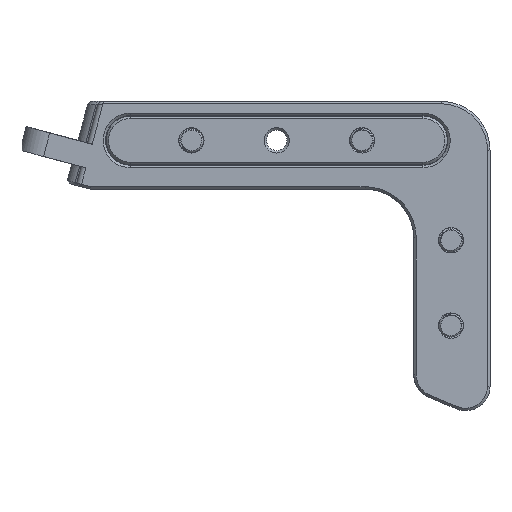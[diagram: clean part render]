
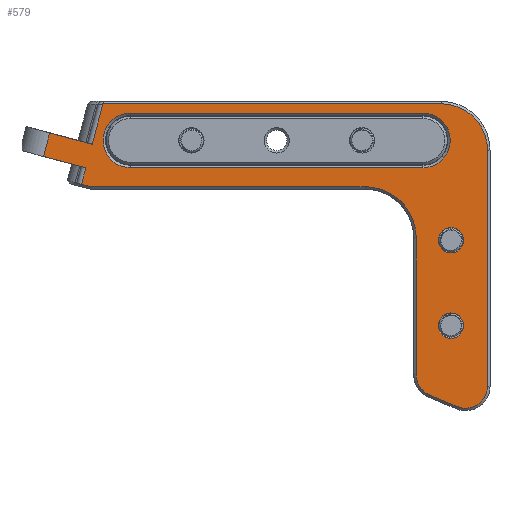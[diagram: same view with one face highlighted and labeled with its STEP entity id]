
A CAD part, front view. The second image highlights one B-rep face of the part: STEP entity #579.
In plain terms, the highlighted planar face has unit normal (0, -1, 0).
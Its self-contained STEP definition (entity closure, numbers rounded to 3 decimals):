
#579=ADVANCED_FACE('',(#990,#992,#994,#996),#998,.F.);
#990=FACE_BOUND('',#991,.T.);
#991=EDGE_LOOP('',(#13409,#13410,#13411,#13412,#13413,#13414,#13415,#13416,#13417,
#13418,#13419,#13420,#13421,#13422,#13423));
#992=FACE_BOUND('',#993,.T.);
#993=EDGE_LOOP('',(#13424));
#994=FACE_BOUND('',#995,.T.);
#995=EDGE_LOOP('',(#13425,#13426,#13427,#13428));
#996=FACE_BOUND('',#997,.T.);
#997=EDGE_LOOP('',(#13429));
#998=PLANE('',#999);
#999=AXIS2_PLACEMENT_3D('',#1000,#1001,#1002);
#1000=CARTESIAN_POINT('',(0.,-15.,0.));
#1001=DIRECTION('',(0.,1.,0.));
#1002=DIRECTION('',(-1.,0.,0.));
#13409=ORIENTED_EDGE('',*,*,#14777,.F.);
#13410=ORIENTED_EDGE('',*,*,#14778,.F.);
#13411=ORIENTED_EDGE('',*,*,#14779,.F.);
#13412=ORIENTED_EDGE('',*,*,#14780,.F.);
#13413=ORIENTED_EDGE('',*,*,#14781,.F.);
#13414=ORIENTED_EDGE('',*,*,#14782,.F.);
#13415=ORIENTED_EDGE('',*,*,#14783,.F.);
#13416=ORIENTED_EDGE('',*,*,#14784,.F.);
#13417=ORIENTED_EDGE('',*,*,#14785,.F.);
#13418=ORIENTED_EDGE('',*,*,#14786,.F.);
#13419=ORIENTED_EDGE('',*,*,#14787,.T.);
#13420=ORIENTED_EDGE('',*,*,#14788,.F.);
#13421=ORIENTED_EDGE('',*,*,#14789,.F.);
#13422=ORIENTED_EDGE('',*,*,#14790,.F.);
#13423=ORIENTED_EDGE('',*,*,#14791,.T.);
#13424=ORIENTED_EDGE('',*,*,#14739,.T.);
#13425=ORIENTED_EDGE('',*,*,#14792,.T.);
#13426=ORIENTED_EDGE('',*,*,#14793,.T.);
#13427=ORIENTED_EDGE('',*,*,#14794,.T.);
#13428=ORIENTED_EDGE('',*,*,#14795,.T.);
#13429=ORIENTED_EDGE('',*,*,#14738,.T.);
#14738=EDGE_CURVE('',#15449,#15449,#15450,.F.);
#14739=EDGE_CURVE('',#15451,#15451,#15452,.F.);
#14777=EDGE_CURVE('',#15521,#15522,#15523,.T.);
#14778=EDGE_CURVE('',#15524,#15521,#15525,.T.);
#14779=EDGE_CURVE('',#15526,#15524,#15527,.T.);
#14780=EDGE_CURVE('',#15528,#15526,#15529,.T.);
#14781=EDGE_CURVE('',#15530,#15528,#15531,.T.);
#14782=EDGE_CURVE('',#15532,#15530,#15533,.T.);
#14783=EDGE_CURVE('',#15534,#15532,#15535,.T.);
#14784=EDGE_CURVE('',#15536,#15534,#15537,.T.);
#14785=EDGE_CURVE('',#15538,#15536,#15539,.T.);
#14786=EDGE_CURVE('',#15540,#15538,#15541,.T.);
#14787=EDGE_CURVE('',#15540,#15542,#15543,.F.);
#14788=EDGE_CURVE('',#15544,#15542,#15545,.T.);
#14789=EDGE_CURVE('',#15546,#15544,#15547,.T.);
#14790=EDGE_CURVE('',#15548,#15546,#15549,.T.);
#14791=EDGE_CURVE('',#15548,#15522,#15550,.T.);
#14792=EDGE_CURVE('',#15551,#15552,#15553,.T.);
#14793=EDGE_CURVE('',#15552,#15554,#15555,.F.);
#14794=EDGE_CURVE('',#15554,#15556,#15557,.T.);
#14795=EDGE_CURVE('',#15556,#15551,#15558,.F.);
#15449=VERTEX_POINT('',#16650);
#15450=CIRCLE('',#16651,2.6);
#15451=VERTEX_POINT('',#16655);
#15452=CIRCLE('',#16656,2.6);
#15521=VERTEX_POINT('',#17477);
#15522=VERTEX_POINT('',#17478);
#15523=LINE('',#17479,#17480);
#15524=VERTEX_POINT('',#17482);
#15525=LINE('',#17483,#17484);
#15526=VERTEX_POINT('',#17486);
#15527=CIRCLE('',#17487,10.5);
#15528=VERTEX_POINT('',#17491);
#15529=LINE('',#17492,#17493);
#15530=VERTEX_POINT('',#17495);
#15531=CIRCLE('',#17496,4.5);
#15532=VERTEX_POINT('',#17500);
#15533=LINE('',#17501,#17502);
#15534=VERTEX_POINT('',#17504);
#15535=CIRCLE('',#17505,4.5);
#15536=VERTEX_POINT('',#17509);
#15537=LINE('',#17510,#17511);
#15538=VERTEX_POINT('',#17513);
#15539=CIRCLE('',#17514,9.5);
#15540=VERTEX_POINT('',#17518);
#15541=LINE('',#17519,#17520);
#15542=VERTEX_POINT('',#17522);
#15543=LINE('',#17523,#17524);
#15544=VERTEX_POINT('',#17526);
#15545=LINE('',#17527,#17528);
#15546=VERTEX_POINT('',#17530);
#15547=LINE('',#17531,#17532);
#15548=VERTEX_POINT('',#17534);
#15549=LINE('',#17535,#17536);
#15550=LINE('',#17538,#17539);
#15551=VERTEX_POINT('',#17541);
#15552=VERTEX_POINT('',#17542);
#15553=LINE('',#17543,#17544);
#15554=VERTEX_POINT('',#17546);
#15555=CIRCLE('',#17547,5.6);
#15556=VERTEX_POINT('',#17551);
#15557=LINE('',#17552,#17553);
#15558=CIRCLE('',#17555,5.6);
#16650=CARTESIAN_POINT('',(38.35,-15.,-37.994));
#16651=AXIS2_PLACEMENT_3D('',#16652,#16653,#16654);
#16652=CARTESIAN_POINT('',(35.75,-15.,-37.994));
#16653=DIRECTION('',(0.,-1.,0.));
#16654=DIRECTION('',(1.,0.,0.));
#16655=CARTESIAN_POINT('',(38.35,-15.,-20.494));
#16656=AXIS2_PLACEMENT_3D('',#16657,#16658,#16659);
#16657=CARTESIAN_POINT('',(35.75,-15.,-20.494));
#16658=DIRECTION('',(0.,-1.,0.));
#16659=DIRECTION('',(1.,0.,0.));
#17477=CARTESIAN_POINT('',(-38.184,-15.,-9.5));
#17478=CARTESIAN_POINT('',(-40.052,-15.,-8.999));
#17479=CARTESIAN_POINT('',(-38.184,-15.,-9.5));
#17480=VECTOR('',#17481,1.);
#17481=DIRECTION('',(-0.966,0.,0.259));
#17482=CARTESIAN_POINT('',(18.11,-15.,-9.5));
#17483=CARTESIAN_POINT('',(18.11,-15.,-9.5));
#17484=VECTOR('',#17485,1.);
#17485=DIRECTION('',(-1.,0.,0.));
#17486=CARTESIAN_POINT('',(28.61,-15.,-20.));
#17487=AXIS2_PLACEMENT_3D('',#17488,#17489,#17490);
#17488=CARTESIAN_POINT('',(18.11,-15.,-20.));
#17489=DIRECTION('',(0.,-1.,0.));
#17490=DIRECTION('',(1.,0.,0.));
#17491=CARTESIAN_POINT('',(28.61,-15.,-48.056));
#17492=CARTESIAN_POINT('',(28.61,-15.,-48.056));
#17493=VECTOR('',#17494,1.);
#17494=DIRECTION('',(0.,0.,1.));
#17495=CARTESIAN_POINT('',(31.353,-15.,-52.199));
#17496=AXIS2_PLACEMENT_3D('',#17497,#17498,#17499);
#17497=CARTESIAN_POINT('',(33.11,-15.,-48.056));
#17498=DIRECTION('',(0.,1.,0.));
#17499=DIRECTION('',(-0.39,0.,-0.921));
#17500=CARTESIAN_POINT('',(36.993,-15.,-54.591));
#17501=CARTESIAN_POINT('',(36.993,-15.,-54.591));
#17502=VECTOR('',#17503,1.);
#17503=DIRECTION('',(-0.921,0.,0.39));
#17504=CARTESIAN_POINT('',(43.25,-15.,-50.448));
#17505=AXIS2_PLACEMENT_3D('',#17506,#17507,#17508);
#17506=CARTESIAN_POINT('',(38.75,-15.,-50.448));
#17507=DIRECTION('',(0.,1.,0.));
#17508=DIRECTION('',(1.,0.,0.));
#17509=CARTESIAN_POINT('',(43.25,-15.,-2.));
#17510=CARTESIAN_POINT('',(43.25,-15.,-2.));
#17511=VECTOR('',#17512,1.);
#17512=DIRECTION('',(0.,0.,-1.));
#17513=CARTESIAN_POINT('',(33.75,-15.,7.5));
#17514=AXIS2_PLACEMENT_3D('',#17515,#17516,#17517);
#17515=CARTESIAN_POINT('',(33.75,-15.,-2.));
#17516=DIRECTION('',(0.,1.,0.));
#17517=DIRECTION('',(0.,0.,1.));
#17518=CARTESIAN_POINT('',(-35.631,-15.,7.5));
#17519=CARTESIAN_POINT('',(-35.631,-15.,7.5));
#17520=VECTOR('',#17521,1.);
#17521=DIRECTION('',(1.,0.,0.));
#17522=CARTESIAN_POINT('',(-37.852,-15.,-0.789));
#17523=CARTESIAN_POINT('',(-37.852,-15.,-0.789));
#17524=VECTOR('',#17525,1.);
#17525=DIRECTION('',(0.259,0.,0.966));
#17526=CARTESIAN_POINT('',(-46.546,-15.,1.54));
#17527=CARTESIAN_POINT('',(-46.546,-15.,1.54));
#17528=VECTOR('',#17529,1.);
#17529=DIRECTION('',(0.966,0.,-0.259));
#17530=CARTESIAN_POINT('',(-47.84,-15.,-3.289));
#17531=CARTESIAN_POINT('',(-47.84,-15.,-3.289));
#17532=VECTOR('',#17533,1.);
#17533=DIRECTION('',(0.259,0.,0.966));
#17534=CARTESIAN_POINT('',(-39.147,-15.,-5.619));
#17535=CARTESIAN_POINT('',(-39.147,-15.,-5.619));
#17536=VECTOR('',#17537,1.);
#17537=DIRECTION('',(-0.966,0.,0.259));
#17538=CARTESIAN_POINT('',(-39.147,-15.,-5.619));
#17539=VECTOR('',#17540,1.);
#17540=DIRECTION('',(-0.259,0.,-0.966));
#17541=CARTESIAN_POINT('',(-30.,-15.,5.6));
#17542=CARTESIAN_POINT('',(30.,-15.,5.6));
#17543=CARTESIAN_POINT('',(-30.,-15.,5.6));
#17544=VECTOR('',#17545,1.);
#17545=DIRECTION('',(1.,0.,0.));
#17546=CARTESIAN_POINT('',(30.,-15.,-5.6));
#17547=AXIS2_PLACEMENT_3D('',#17548,#17549,#17550);
#17548=CARTESIAN_POINT('',(30.,-15.,0.));
#17549=DIRECTION('',(0.,-1.,0.));
#17550=DIRECTION('',(0.,0.,-1.));
#17551=CARTESIAN_POINT('',(-30.,-15.,-5.6));
#17552=CARTESIAN_POINT('',(30.,-15.,-5.6));
#17553=VECTOR('',#17554,1.);
#17554=DIRECTION('',(-1.,0.,0.));
#17555=AXIS2_PLACEMENT_3D('',#17556,#17557,#17558);
#17556=CARTESIAN_POINT('',(-30.,-15.,0.));
#17557=DIRECTION('',(0.,-1.,0.));
#17558=DIRECTION('',(0.,0.,1.));
